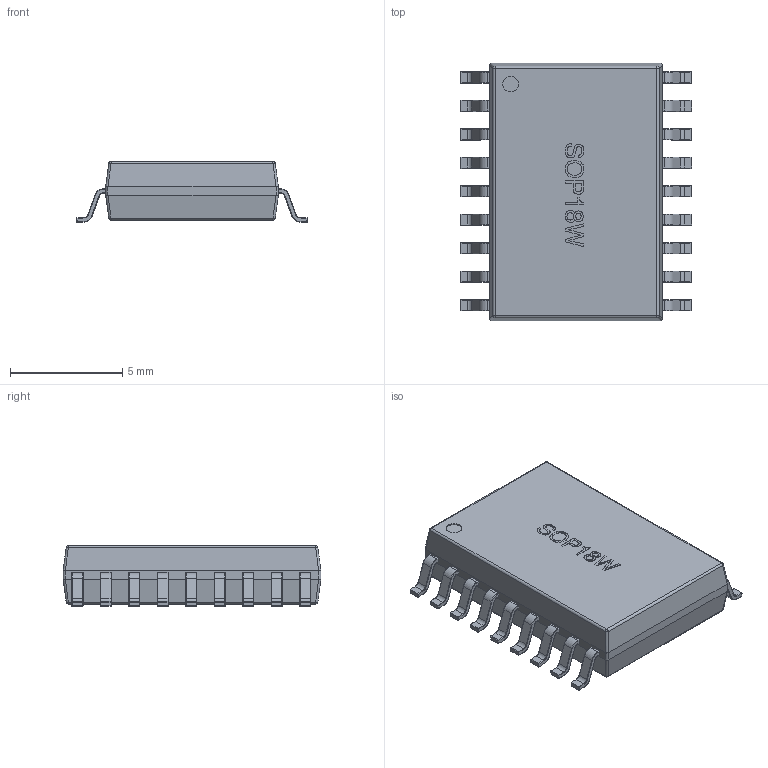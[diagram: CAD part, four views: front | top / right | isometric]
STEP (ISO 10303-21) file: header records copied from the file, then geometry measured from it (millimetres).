
FILE_DESCRIPTION (( 'STEP AP214' ), '1' );
FILE_NAME ('SOP18W_.STEP', '2017-09-05T06:33:31', ( 'Roy' ), ( 'Microsoft' ), 'SwSTEP 2.0', 'SolidWorks 2014', '' );
FILE_SCHEMA (( 'AUTOMOTIVE_DESIGN' ));
Length unit declared in the file: millimetre
Products named in the file (5): SOP18W_; SOP18W_呿极; Designator208; 綠僅2.6_腔竘褐_5; SOP18W
Assembly tree (21 placements, depth 4):
  SOP18W_
    Designator208
      SOP18W
        SOP18W_呿极
        綠僅2.6_腔竘褐_5  x18
Bounding box: 10.31 x 11.5 x 2.7 mm (x, y, z)
Volume: 227.5 mm3; surface area: 317.6 mm2
Topology: 19 solids, 19 shells, 960 faces, 2295 edges, 1186 vertices
Faces by surface type: cylinder 400, bspline 321, plane 239
Entity records: 10235 total; most frequent: CARTESIAN_POINT 4271, ORIENTED_EDGE 862, DIRECTION 662, EDGE_CURVE 431, VERTEX_POINT 268, LINE 240, VECTOR 240, AXIS2_PLACEMENT_3D 211
